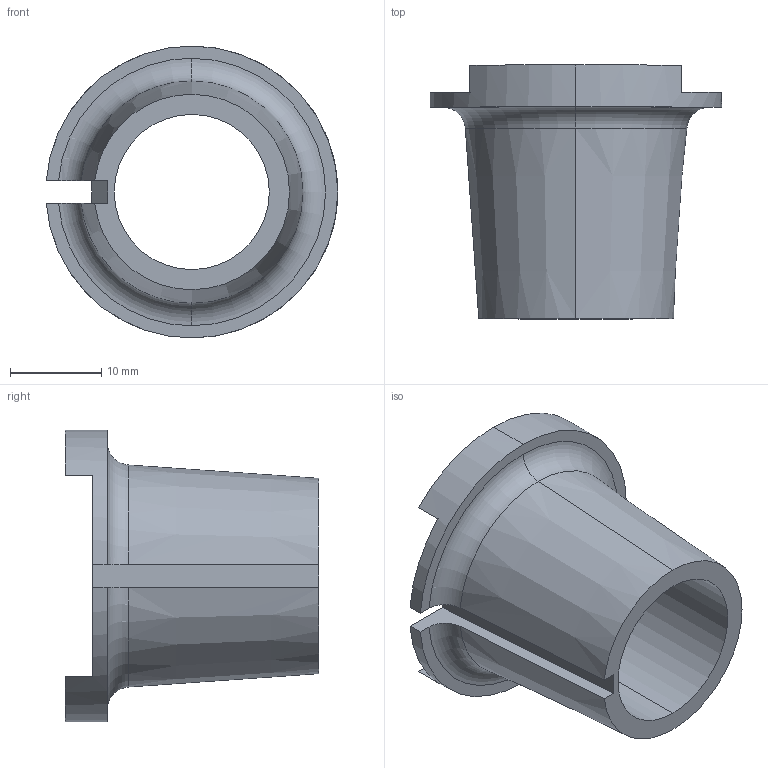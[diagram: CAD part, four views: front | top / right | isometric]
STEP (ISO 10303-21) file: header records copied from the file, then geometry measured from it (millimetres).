
FILE_DESCRIPTION (( 'STEP AP214' ), '1' );
FILE_NAME ('000048_01B_Adaptateur.STEP', '2020-09-08T20:40:24', ( '' ), ( '' ), 'SwSTEP 2.0', 'SolidWorks 2014', '' );
FILE_SCHEMA (( 'AUTOMOTIVE_DESIGN' ));
Length unit declared in the file: millimetre
Products named in the file (1): 000048_01B_Adaptateur
Bounding box: 31.95 x 27.8 x 32 mm (x, y, z)
Volume: 5735.8 mm3; surface area: 4440.8 mm2
Topology: 1 solids, 1 shells, 25 faces, 64 edges, 40 vertices
Faces by surface type: plane 12, torus 5, cylinder 5, cone 3
Entity records: 836 total; most frequent: CARTESIAN_POINT 174, DIRECTION 141, ORIENTED_EDGE 128, EDGE_CURVE 64, AXIS2_PLACEMENT_3D 56, VERTEX_POINT 40, CIRCLE 30, LINE 29
